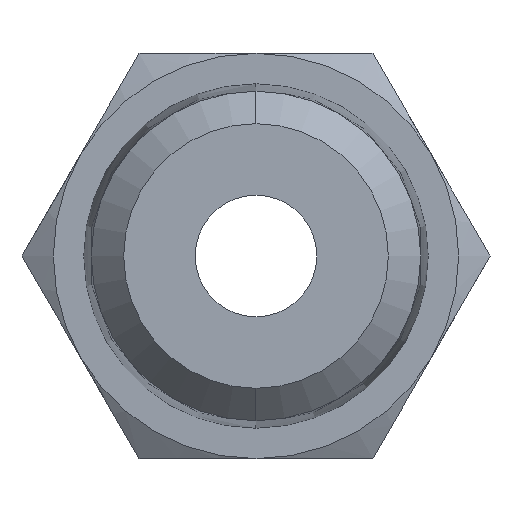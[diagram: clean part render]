
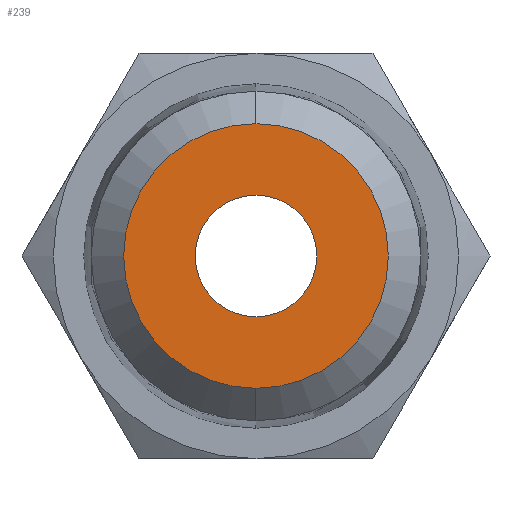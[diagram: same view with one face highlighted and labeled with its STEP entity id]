
A CAD part, front view. The second image highlights one B-rep face of the part: STEP entity #239.
In plain terms, the highlighted planar face has unit normal (0, -1, 0).
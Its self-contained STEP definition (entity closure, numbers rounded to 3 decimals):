
#3 = CARTESIAN_POINT ( 'NONE',  ( 0., 0., 0. ) ) ;
#5 = DIRECTION ( 'NONE',  ( 0., -1., 0. ) ) ;
#6 = PLANE ( 'NONE',  #493 ) ;
#7 = DIRECTION ( 'NONE',  ( 0., 0., -1. ) ) ;
#239 = ADVANCED_FACE ( 'NONE', ( #1294, #1293 ), #6, .T. ) ;
#304 = CARTESIAN_POINT ( 'NONE',  ( 0., 0., 3.264 ) ) ;
#367 = VERTEX_POINT ( 'NONE', #304 ) ;
#399 = AXIS2_PLACEMENT_3D ( 'NONE', #1564, #1565, #1566 ) ;
#400 = AXIS2_PLACEMENT_3D ( 'NONE', #1567, #1568, #1569 ) ;
#454 = CIRCLE ( 'NONE', #400, 1.5 ) ;
#462 = CIRCLE ( 'NONE', #399, 3.264 ) ;
#493 = AXIS2_PLACEMENT_3D ( 'NONE', #3, #5, #7 ) ;
#534 = AXIS2_PLACEMENT_3D ( 'NONE', #657, #658, #659 ) ;
#535 = AXIS2_PLACEMENT_3D ( 'NONE', #660, #661, #662 ) ;
#632 = CARTESIAN_POINT ( 'NONE',  ( 0., 0., -3.264 ) ) ;
#647 = CARTESIAN_POINT ( 'NONE',  ( 0., 0., -1.5 ) ) ;
#649 = CARTESIAN_POINT ( 'NONE',  ( 0., 0., 1.5 ) ) ;
#657 = CARTESIAN_POINT ( 'NONE',  ( 0., 0., 0. ) ) ;
#658 = DIRECTION ( 'NONE',  ( 0., -1., 0. ) ) ;
#659 = DIRECTION ( 'NONE',  ( 0., 0., -1. ) ) ;
#660 = CARTESIAN_POINT ( 'NONE',  ( 0., 0., 0. ) ) ;
#661 = DIRECTION ( 'NONE',  ( 0., -1., 0. ) ) ;
#662 = DIRECTION ( 'NONE',  ( 0., 0., -1. ) ) ;
#838 = ORIENTED_EDGE ( 'NONE', *, *, #1477, .F. ) ;
#884 = ORIENTED_EDGE ( 'NONE', *, *, #1544, .F. ) ;
#952 = ORIENTED_EDGE ( 'NONE', *, *, #1478, .T. ) ;
#960 = ORIENTED_EDGE ( 'NONE', *, *, #1543, .T. ) ;
#1293 = FACE_BOUND ( 'NONE', #1615, .T. ) ;
#1294 = FACE_OUTER_BOUND ( 'NONE', #1687, .T. ) ;
#1310 = VERTEX_POINT ( 'NONE', #632 ) ;
#1334 = VERTEX_POINT ( 'NONE', #647 ) ;
#1341 = VERTEX_POINT ( 'NONE', #649 ) ;
#1411 = CIRCLE ( 'NONE', #534, 1.5 ) ;
#1418 = CIRCLE ( 'NONE', #535, 3.264 ) ;
#1477 = EDGE_CURVE ( 'NONE', #1341, #1334, #1411, .T. ) ;
#1478 = EDGE_CURVE ( 'NONE', #1310, #367, #1418, .T. ) ;
#1543 = EDGE_CURVE ( 'NONE', #367, #1310, #462, .T. ) ;
#1544 = EDGE_CURVE ( 'NONE', #1334, #1341, #454, .T. ) ;
#1564 = CARTESIAN_POINT ( 'NONE',  ( 0., 0., 0. ) ) ;
#1565 = DIRECTION ( 'NONE',  ( 0., -1., 0. ) ) ;
#1566 = DIRECTION ( 'NONE',  ( 0., 0., -1. ) ) ;
#1567 = CARTESIAN_POINT ( 'NONE',  ( 0., 0., 0. ) ) ;
#1568 = DIRECTION ( 'NONE',  ( 0., -1., 0. ) ) ;
#1569 = DIRECTION ( 'NONE',  ( 0., 0., -1. ) ) ;
#1615 = EDGE_LOOP ( 'NONE', ( #884, #838 ) ) ;
#1687 = EDGE_LOOP ( 'NONE', ( #960, #952 ) ) ;
